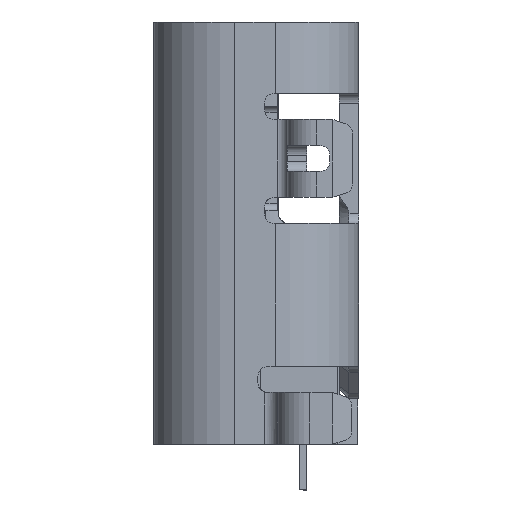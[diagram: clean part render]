
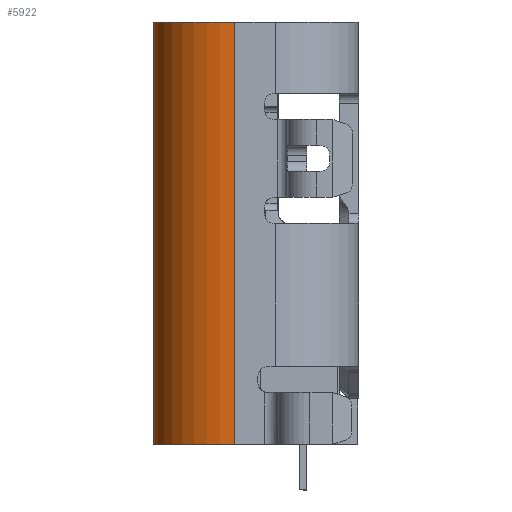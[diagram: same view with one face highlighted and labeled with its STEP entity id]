
A CAD part, left-side view. The second image highlights one B-rep face of the part: STEP entity #5922.
In plain terms, the highlighted cylindrical face has radius 1.25 mm (diameter 2.5 mm), a partial arc.
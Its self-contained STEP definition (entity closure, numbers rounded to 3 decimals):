
#352 = CARTESIAN_POINT ( 'NONE',  ( -3.22, 1.58, -6.5 ) ) ;
#515 = DIRECTION ( 'NONE',  ( 1., 0., 0. ) ) ;
#1808 = AXIS2_PLACEMENT_3D ( 'NONE', #9651, #14471, #5445 ) ;
#2706 = VERTEX_POINT ( 'NONE', #8402 ) ;
#4455 = DIRECTION ( 'NONE',  ( 0., 0., 1. ) ) ;
#5445 = DIRECTION ( 'NONE',  ( 1., 0., 0. ) ) ;
#5922 = ADVANCED_FACE ( 'NONE', ( #9807 ), #27203, .T. ) ;
#6567 = ORIENTED_EDGE ( 'NONE', *, *, #29724, .T. ) ;
#8287 = CARTESIAN_POINT ( 'NONE',  ( -3.22, 1.58, -6.5 ) ) ;
#8399 = DIRECTION ( 'NONE',  ( 1., 0., 0. ) ) ;
#8402 = CARTESIAN_POINT ( 'NONE',  ( -4.47, 0.33, 0. ) ) ;
#8746 = ORIENTED_EDGE ( 'NONE', *, *, #23630, .T. ) ;
#9056 = ORIENTED_EDGE ( 'NONE', *, *, #11009, .T. ) ;
#9135 = CIRCLE ( 'NONE', #29978, 1.25 ) ;
#9575 = AXIS2_PLACEMENT_3D ( 'NONE', #29832, #25028, #8399 ) ;
#9651 = CARTESIAN_POINT ( 'NONE',  ( -3.22, 0.33, -6.5 ) ) ;
#9807 = FACE_OUTER_BOUND ( 'NONE', #19729, .T. ) ;
#11009 = EDGE_CURVE ( 'NONE', #18815, #16622, #15232, .T. ) ;
#12056 = LINE ( 'NONE', #19368, #16638 ) ;
#13079 = LINE ( 'NONE', #8287, #26103 ) ;
#14471 = DIRECTION ( 'NONE',  ( 0., 0., 1. ) ) ;
#15232 = CIRCLE ( 'NONE', #1808, 1.25 ) ;
#15884 = ORIENTED_EDGE ( 'NONE', *, *, #22993, .T. ) ;
#16622 = VERTEX_POINT ( 'NONE', #24411 ) ;
#16638 = VECTOR ( 'NONE', #4455, 1000. ) ;
#18072 = DIRECTION ( 'NONE',  ( 0., 0., -1. ) ) ;
#18815 = VERTEX_POINT ( 'NONE', #352 ) ;
#19368 = CARTESIAN_POINT ( 'NONE',  ( -4.47, 0.33, -6.5 ) ) ;
#19729 = EDGE_LOOP ( 'NONE', ( #9056, #15884, #6567, #8746 ) ) ;
#20913 = VERTEX_POINT ( 'NONE', #21405 ) ;
#21405 = CARTESIAN_POINT ( 'NONE',  ( -3.22, 1.58, 0. ) ) ;
#21827 = CARTESIAN_POINT ( 'NONE',  ( -3.22, 0.33, 0. ) ) ;
#22993 = EDGE_CURVE ( 'NONE', #16622, #2706, #12056, .T. ) ;
#23630 = EDGE_CURVE ( 'NONE', #20913, #18815, #13079, .T. ) ;
#24411 = CARTESIAN_POINT ( 'NONE',  ( -4.47, 0.33, -6.5 ) ) ;
#25028 = DIRECTION ( 'NONE',  ( 0., 0., 1. ) ) ;
#26103 = VECTOR ( 'NONE', #18072, 1000. ) ;
#27203 = CYLINDRICAL_SURFACE ( 'NONE', #9575, 1.25 ) ;
#29129 = DIRECTION ( 'NONE',  ( 0., 0., -1. ) ) ;
#29724 = EDGE_CURVE ( 'NONE', #2706, #20913, #9135, .T. ) ;
#29832 = CARTESIAN_POINT ( 'NONE',  ( -3.22, 0.33, -6.5 ) ) ;
#29978 = AXIS2_PLACEMENT_3D ( 'NONE', #21827, #29129, #515 ) ;
